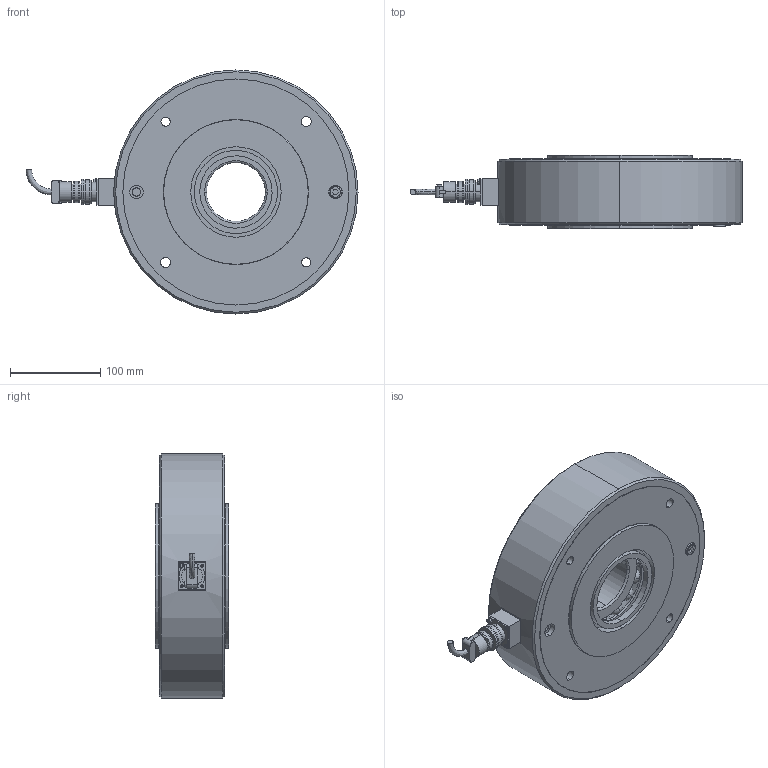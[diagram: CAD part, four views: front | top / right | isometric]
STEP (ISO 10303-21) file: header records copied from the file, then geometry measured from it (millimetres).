
FILE_DESCRIPTION (( 'STEP AP203' ), '1' );
FILE_NAME ('31104364_stp_-.step', '2021-12-07T13:26:42', ( '' ), ( '' ), 'SwSTEP 2.0', 'SolidWorks 2018', '' );
FILE_SCHEMA (( 'CONFIG_CONTROL_DESIGN' ));
Length unit declared in the file: millimetre
Products named in the file (13): Zyl-Schr DIN912_M8x65; PKL_1313_01; FLANSCHDOSE_14S-2P_4-POLIG; 49026_01; 31101677_V-080A; 31104364_stp_-; Zyl-Schr DIN912_M3x25; 44104.01_01; Federringe_DIN127A_M03; 48999_01; 49000_01; Si-Ring DIN472_D140x4; 49492.03_stp_01
Assembly tree (14 placements, depth 2):
  31104364_stp_-
    49492.03_stp_01
    49000_01
    48999_01
    49026_01
    31101677_V-080A  x2
    44104.01_01  x2
    PKL_1313_01
    Si-Ring DIN472_D140x4
    Federringe_DIN127A_M03
    Zyl-Schr DIN912_M8x65
    Zyl-Schr DIN912_M3x25
    FLANSCHDOSE_14S-2P_4-POLIG
Bounding box: 367.15 x 80.9 x 270 mm (x, y, z)
Volume: 3497127.5 mm3; surface area: 626303.5 mm2
Topology: 47 solids, 47 shells, 500 faces, 1242 edges, 799 vertices
Faces by surface type: cylinder 248, plane 110, sphere 66, cone 38, torus 36, bspline 2
Entity records: 14893 total; most frequent: DIRECTION 2602, CARTESIAN_POINT 2413, ORIENTED_EDGE 2032, AXIS2_PLACEMENT_3D 1112, EDGE_CURVE 1016, VERTEX_POINT 681, CIRCLE 632, EDGE_LOOP 603
